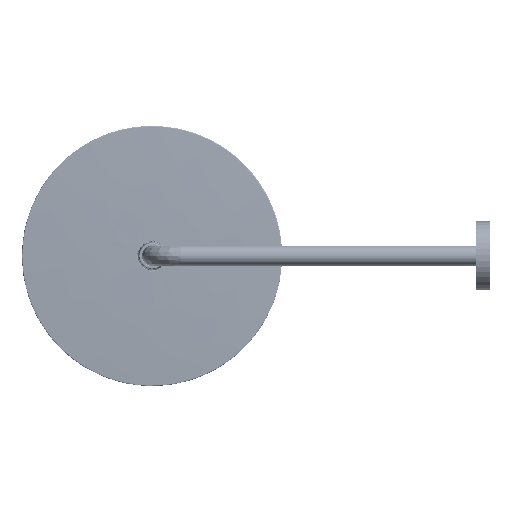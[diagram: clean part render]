
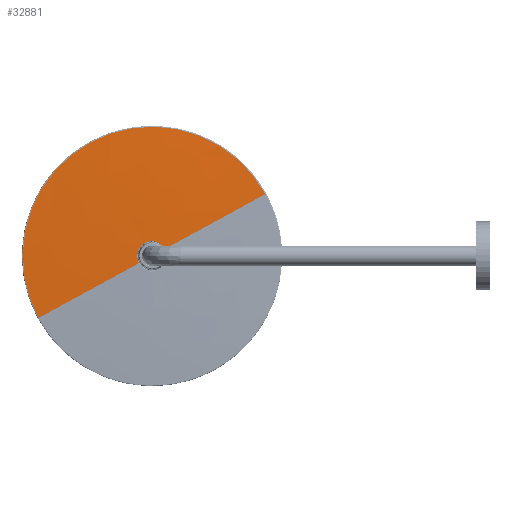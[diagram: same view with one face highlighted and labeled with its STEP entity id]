
A CAD part, top view. The second image highlights one B-rep face of the part: STEP entity #32881.
In plain terms, the highlighted free-form (B-spline) face has degree [3, 8] with [4, 9] control points.
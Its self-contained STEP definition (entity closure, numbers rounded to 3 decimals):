
#31616=CARTESIAN_POINT(' ',(130.908,71.515,10.606));
#31617=VERTEX_POINT(' ',#31616);
#31701=CARTESIAN_POINT(' ',(-130.908,-71.515,10.606));
#31702=VERTEX_POINT(' ',#31701);
#31716=CARTESIAN_POINT(' ',(0.,-0.001,10.606));
#31721=DIRECTION(' ',(0.,0.,1.));
#31726=DIRECTION(' ',(0.878,0.479,0.));
#31731=AXIS2_PLACEMENT_3D(' ',#31716,#31721,#31726);
#31736=CIRCLE('',#31731,149.169);
#31741=EDGE_CURVE(' ',#31617,#31702,#31736,.T.);
#32326=CARTESIAN_POINT(' ',(14.947,8.165,13.561));
#32331=CARTESIAN_POINT(' ',(11.74,14.035,13.561));
#32336=CARTESIAN_POINT(' ',(5.899,18.465,13.561));
#32341=CARTESIAN_POINT(' ',(-1.819,20.078,13.561));
#32346=CARTESIAN_POINT(' ',(-9.813,17.963,13.561));
#32351=CARTESIAN_POINT(' ',(-15.913,12.379,13.561));
#32356=CARTESIAN_POINT(' ',(-18.725,5.013,13.561));
#32361=CARTESIAN_POINT(' ',(-18.153,-2.296,13.561));
#32366=CARTESIAN_POINT(' ',(-14.947,-8.165,13.561));
#32371=CARTESIAN_POINT(' ',(53.612,29.288,13.359));
#32376=CARTESIAN_POINT(' ',(42.11,50.341,13.359));
#32381=CARTESIAN_POINT(' ',(21.158,66.232,13.359));
#32386=CARTESIAN_POINT(' ',(-6.524,72.019,13.359));
#32391=CARTESIAN_POINT(' ',(-35.199,64.431,13.359));
#32396=CARTESIAN_POINT(' ',(-57.077,44.402,13.359));
#32401=CARTESIAN_POINT(' ',(-67.164,17.982,13.359));
#32406=CARTESIAN_POINT(' ',(-65.113,-8.235,13.359));
#32411=CARTESIAN_POINT(' ',(-53.612,-29.288,13.359));
#32416=CARTESIAN_POINT(' ',(92.274,50.409,12.374));
#32421=CARTESIAN_POINT(' ',(72.478,86.645,12.374));
#32426=CARTESIAN_POINT(' ',(36.415,113.995,12.374));
#32431=CARTESIAN_POINT(' ',(-11.229,123.955,12.374));
#32436=CARTESIAN_POINT(' ',(-60.583,110.896,12.374));
#32441=CARTESIAN_POINT(' ',(-98.238,76.422,12.374));
#32446=CARTESIAN_POINT(' ',(-115.599,30.949,12.374));
#32451=CARTESIAN_POINT(' ',(-112.069,-14.174,12.374));
#32456=CARTESIAN_POINT(' ',(-92.274,-50.409,12.374));
#32461=CARTESIAN_POINT(' ',(130.908,71.515,10.606));
#32466=CARTESIAN_POINT(' ',(102.824,122.923,10.606));
#32471=CARTESIAN_POINT(' ',(51.662,161.724,10.606));
#32476=CARTESIAN_POINT(' ',(-15.93,175.854,10.606));
#32481=CARTESIAN_POINT(' ',(-85.948,157.327,10.606));
#32486=CARTESIAN_POINT(' ',(-139.369,108.419,10.606));
#32491=CARTESIAN_POINT(' ',(-163.999,43.908,10.606));
#32496=CARTESIAN_POINT(' ',(-158.992,-20.108,10.606));
#32501=CARTESIAN_POINT(' ',(-130.908,-71.515,10.606));
#32506=B_SPLINE_SURFACE_WITH_KNOTS(' ',3,8,((#32326,#32331,#32336,#32341,#32346,#32351,#32356,#32361,#32366),(#32371,#32376,#32381,#32386,#32391,#32396,#32401,#32406,#32411),(#32416,#32421,#32426,#32431,#32436,#32441,#32446,#32451,#32456),(#32461,#32466,#32471,#32476,#32481,#32486,#32491,#32496,#32501)),.UNSPECIFIED.,.F.,.F.,.U.,(4,4),(9,9),(0.,1.),(0.,1.),.UNSPECIFIED.);
#32511=CARTESIAN_POINT(' ',(0.,0.,13.561));
#32516=DIRECTION(' ',(0.,0.,-1.));
#32521=DIRECTION(' ',(-0.98,0.199,0.));
#32526=AXIS2_PLACEMENT_3D(' ',#32511,#32516,#32521);
#32531=CIRCLE('',#32526,17.032);
#32536=CARTESIAN_POINT(' ',(-16.691,3.389,13.561));
#32537=VERTEX_POINT(' ',#32536);
#32541=CARTESIAN_POINT(' ',(-0.439,17.026,13.561));
#32542=VERTEX_POINT(' ',#32541);
#32546=EDGE_CURVE(' ',#32537,#32542,#32531,.T.);
#32551=ORIENTED_EDGE(' ',*,*,#32546,.T.);
#32556=CARTESIAN_POINT(' ',(1.372,15.693,13.566));
#32561=DIRECTION(' ',(0.,-0.004,-1.));
#32566=DIRECTION(' ',(-0.806,0.592,-0.002));
#32571=AXIS2_PLACEMENT_3D(' ',#32556,#32561,#32566);
#32576=CIRCLE('',#32571,2.249);
#32581=CARTESIAN_POINT(' ',(1.373,17.942,13.556));
#32582=VERTEX_POINT(' ',#32581);
#32586=EDGE_CURVE(' ',#32542,#32582,#32576,.T.);
#32591=ORIENTED_EDGE(' ',*,*,#32586,.T.);
#32596=CARTESIAN_POINT(' ',(1.374,15.694,13.566));
#32601=DIRECTION(' ',(0.,-0.004,-1.));
#32606=DIRECTION(' ',(-0.001,1.,-0.004));
#32611=AXIS2_PLACEMENT_3D(' ',#32596,#32601,#32606);
#32616=CIRCLE('',#32611,2.248);
#32621=CARTESIAN_POINT(' ',(3.389,16.691,13.561));
#32622=VERTEX_POINT(' ',#32621);
#32626=EDGE_CURVE(' ',#32582,#32622,#32616,.T.);
#32631=ORIENTED_EDGE(' ',*,*,#32626,.T.);
#32636=CARTESIAN_POINT(' ',(0.,0.,13.561));
#32641=DIRECTION(' ',(0.,0.,-1.));
#32646=DIRECTION(' ',(0.199,0.98,0.));
#32651=AXIS2_PLACEMENT_3D(' ',#32636,#32641,#32646);
#32656=CIRCLE('',#32651,17.032);
#32661=CARTESIAN_POINT(' ',(14.947,8.165,13.561));
#32662=VERTEX_POINT(' ',#32661);
#32666=EDGE_CURVE(' ',#32622,#32662,#32656,.T.);
#32671=ORIENTED_EDGE(' ',*,*,#32666,.T.);
#32676=CARTESIAN_POINT(' ',(-0.002,-0.001,-3704.498));
#32681=DIRECTION(' ',(0.479,-0.878,0.));
#32686=DIRECTION(' ',(0.035,0.019,0.999));
#32691=AXIS2_PLACEMENT_3D(' ',#32676,#32681,#32686);
#32696=CIRCLE('',#32691,3718.098);
#32701=EDGE_CURVE(' ',#31617,#32662,#32696,.T.);
#32706=ORIENTED_EDGE(' ',*,*,#32701,.F.);
#32711=ORIENTED_EDGE(' ',*,*,#31741,.T.);
#32716=CARTESIAN_POINT(' ',(0.002,0.001,-3704.498));
#32721=DIRECTION(' ',(-0.479,0.878,0.));
#32726=DIRECTION(' ',(-0.035,-0.019,0.999));
#32731=AXIS2_PLACEMENT_3D(' ',#32716,#32721,#32726);
#32736=CIRCLE('',#32731,3718.098);
#32741=CARTESIAN_POINT(' ',(-14.947,-8.165,13.561));
#32742=VERTEX_POINT(' ',#32741);
#32746=EDGE_CURVE(' ',#31702,#32742,#32736,.T.);
#32751=ORIENTED_EDGE(' ',*,*,#32746,.T.);
#32756=CARTESIAN_POINT(' ',(0.039,0.01,13.561));
#32761=DIRECTION(' ',(0.,0.,-1.));
#32766=DIRECTION(' ',(-0.878,-0.479,0.));
#32771=AXIS2_PLACEMENT_3D(' ',#32756,#32761,#32766);
#32776=CIRCLE('',#32771,17.071);
#32781=CARTESIAN_POINT(' ',(-17.026,-0.44,13.561));
#32782=VERTEX_POINT(' ',#32781);
#32786=EDGE_CURVE(' ',#32742,#32782,#32776,.T.);
#32791=ORIENTED_EDGE(' ',*,*,#32786,.T.);
#32796=CARTESIAN_POINT(' ',(-15.693,1.372,13.566));
#32801=DIRECTION(' ',(0.004,0.,-1.));
#32806=DIRECTION(' ',(-0.592,-0.806,-0.002));
#32811=AXIS2_PLACEMENT_3D(' ',#32796,#32801,#32806);
#32816=CIRCLE('',#32811,2.249);
#32821=CARTESIAN_POINT(' ',(-17.942,1.373,13.556));
#32822=VERTEX_POINT(' ',#32821);
#32826=EDGE_CURVE(' ',#32782,#32822,#32816,.T.);
#32831=ORIENTED_EDGE(' ',*,*,#32826,.T.);
#32836=CARTESIAN_POINT(' ',(-15.694,1.374,13.566));
#32841=DIRECTION(' ',(0.004,0.,-1.));
#32846=DIRECTION(' ',(-1.,-0.001,-0.004));
#32851=AXIS2_PLACEMENT_3D(' ',#32836,#32841,#32846);
#32856=CIRCLE('',#32851,2.248);
#32861=EDGE_CURVE(' ',#32822,#32537,#32856,.T.);
#32866=ORIENTED_EDGE(' ',*,*,#32861,.T.);
#32871=EDGE_LOOP(' ',(#32551,#32591,#32631,#32671,#32706,#32711,#32751,#32791,#32831,#32866));
#32876=FACE_OUTER_BOUND(' ',#32871,.T.);
#32881=ADVANCED_FACE('',(#32876),#32506,.T.);
